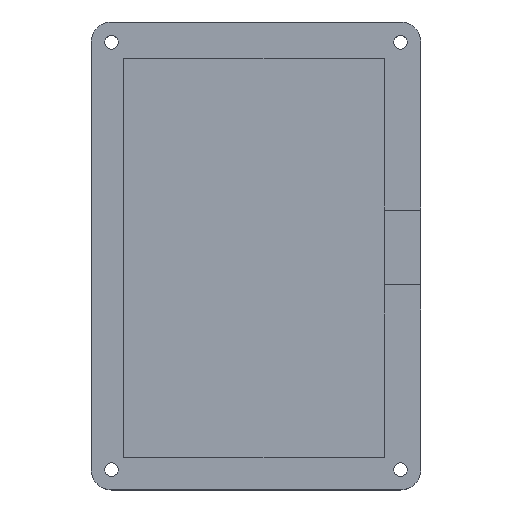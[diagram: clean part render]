
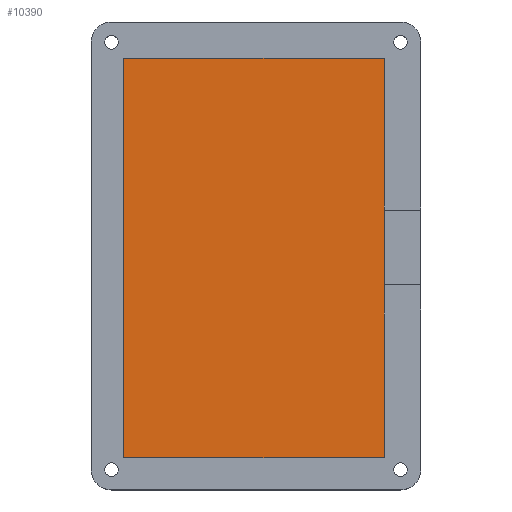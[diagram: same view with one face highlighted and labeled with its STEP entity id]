
A CAD part, top view. The second image highlights one B-rep face of the part: STEP entity #10390.
In plain terms, the highlighted planar face has unit normal (0, 0, 1).
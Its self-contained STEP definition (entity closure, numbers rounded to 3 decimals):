
#1750=FACE_OUTER_BOUND('',#2353,.T.);
#2353=EDGE_LOOP('',(#9598,#9599,#9600,#9601));
#3152=LINE('',#21254,#3945);
#3153=LINE('',#21256,#3946);
#3154=LINE('',#21258,#3947);
#3155=LINE('',#21259,#3948);
#3945=VECTOR('',#11793,10.);
#3946=VECTOR('',#11794,10.);
#3947=VECTOR('',#11795,10.);
#3948=VECTOR('',#11796,10.);
#4987=VERTEX_POINT('',#21252);
#4988=VERTEX_POINT('',#21253);
#4989=VERTEX_POINT('',#21255);
#4990=VERTEX_POINT('',#21257);
#6532=EDGE_CURVE('',#4987,#4988,#3152,.T.);
#6533=EDGE_CURVE('',#4989,#4987,#3153,.T.);
#6534=EDGE_CURVE('',#4990,#4989,#3154,.T.);
#6535=EDGE_CURVE('',#4988,#4990,#3155,.T.);
#9598=ORIENTED_EDGE('',*,*,#6532,.F.);
#9599=ORIENTED_EDGE('',*,*,#6533,.F.);
#9600=ORIENTED_EDGE('',*,*,#6534,.F.);
#9601=ORIENTED_EDGE('',*,*,#6535,.F.);
#9838=PLANE('',#10610);
#10390=ADVANCED_FACE('',(#1750),#9838,.T.);
#10610=AXIS2_PLACEMENT_3D('',#21251,#11791,#11792);
#11791=DIRECTION('center_axis',(0.,0.,1.));
#11792=DIRECTION('ref_axis',(1.,0.,0.));
#11793=DIRECTION('',(0.,1.,0.));
#11794=DIRECTION('',(-1.,0.,0.));
#11795=DIRECTION('',(0.,-1.,0.));
#11796=DIRECTION('',(1.,0.,0.));
#21251=CARTESIAN_POINT('Origin',(31.2,48.3,3.));
#21252=CARTESIAN_POINT('',(-1.,-1.,3.));
#21253=CARTESIAN_POINT('',(-1.,97.6,3.));
#21254=CARTESIAN_POINT('',(-1.,24.15,3.));
#21255=CARTESIAN_POINT('',(63.4,-1.,3.));
#21256=CARTESIAN_POINT('',(46.8,-1.,3.));
#21257=CARTESIAN_POINT('',(63.4,97.6,3.));
#21258=CARTESIAN_POINT('',(63.4,72.45,3.));
#21259=CARTESIAN_POINT('',(15.6,97.6,3.));
